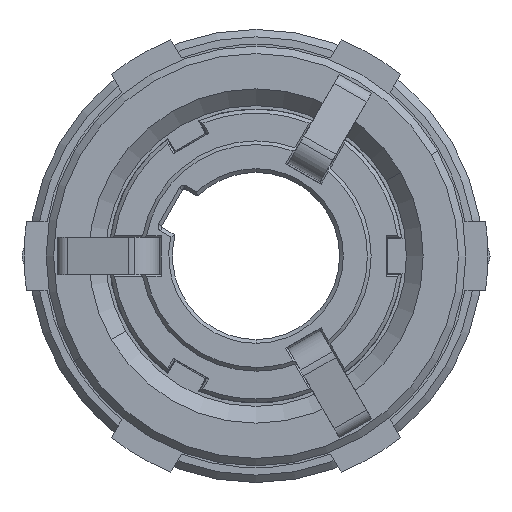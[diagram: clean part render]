
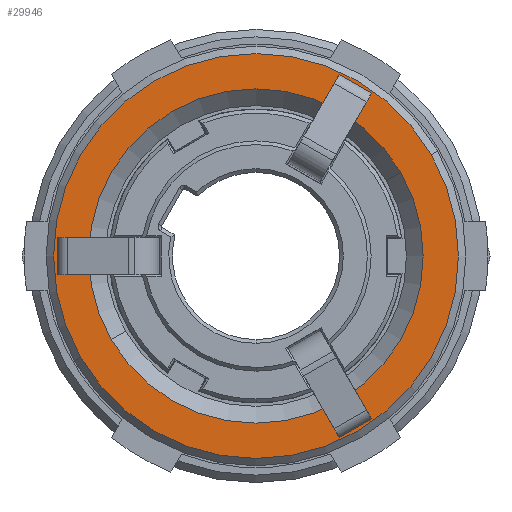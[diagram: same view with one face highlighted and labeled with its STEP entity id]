
A CAD part, left-side view. The second image highlights one B-rep face of the part: STEP entity #29946.
In plain terms, the highlighted planar face has unit normal (-1, 0, 0).
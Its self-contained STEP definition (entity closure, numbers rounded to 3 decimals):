
#540 = CARTESIAN_POINT ( 'NONE',  ( 10., -47.198, 27.25 ) ) ;
#541 = DIRECTION ( 'NONE',  ( 0., -0.866, 0.5 ) ) ;
#542 = DIRECTION ( 'NONE',  ( -1., 0., 0. ) ) ;
#543 = CARTESIAN_POINT ( 'NONE',  ( 10., 0., 0. ) ) ;
#544 = AXIS2_PLACEMENT_3D ( 'NONE', #543, #542, #541 ) ;
#545 = CIRCLE ( 'NONE', #544, 54.5 ) ;
#566 = CARTESIAN_POINT ( 'NONE',  ( 10., 47.198, -27.25 ) ) ;
#617 = DIRECTION ( 'NONE',  ( 0., -0.866, 0.5 ) ) ;
#618 = DIRECTION ( 'NONE',  ( 1., 0., 0. ) ) ;
#619 = CARTESIAN_POINT ( 'NONE',  ( 10., 0., 0. ) ) ;
#620 = AXIS2_PLACEMENT_3D ( 'NONE', #619, #618, #617 ) ;
#621 = CIRCLE ( 'NONE', #620, 45. ) ;
#622 = CARTESIAN_POINT ( 'NONE',  ( 10., 38.971, -22.5 ) ) ;
#679 = CARTESIAN_POINT ( 'NONE',  ( 10., -38.971, 22.5 ) ) ;
#29656 = VERTEX_POINT ( 'NONE', #57602 ) ;
#29658 = EDGE_CURVE ( 'NONE', #29656, #29659, #57662, .T. ) ;
#29659 = VERTEX_POINT ( 'NONE', #57658 ) ;
#29685 = VERTEX_POINT ( 'NONE', #57686 ) ;
#29687 = EDGE_CURVE ( 'NONE', #29685, #29688, #57685, .T. ) ;
#29688 = VERTEX_POINT ( 'NONE', #57681 ) ;
#29702 = VERTEX_POINT ( 'NONE', #57718 ) ;
#29704 = EDGE_CURVE ( 'NONE', #29702, #29705, #57717, .T. ) ;
#29705 = VERTEX_POINT ( 'NONE', #57713 ) ;
#29714 = VERTEX_POINT ( 'NONE', #57696 ) ;
#29716 = EDGE_CURVE ( 'NONE', #29714, #29717, #57756, .T. ) ;
#29717 = VERTEX_POINT ( 'NONE', #57752 ) ;
#29795 = VERTEX_POINT ( 'NONE', #57842 ) ;
#29797 = EDGE_CURVE ( 'NONE', #29795, #29854, #57841, .T. ) ;
#29854 = VERTEX_POINT ( 'NONE', #57893 ) ;
#29907 = EDGE_CURVE ( 'NONE', #29854, #29928, #57951, .T. ) ;
#29909 = ORIENTED_EDGE ( 'NONE', *, *, #29966, .F. ) ;
#29910 = ORIENTED_EDGE ( 'NONE', *, *, #29716, .F. ) ;
#29911 = ORIENTED_EDGE ( 'NONE', *, *, #30024, .F. ) ;
#29912 = ORIENTED_EDGE ( 'NONE', *, *, #29704, .F. ) ;
#29913 = EDGE_LOOP ( 'NONE', ( #29914, #29915, #29916, #29917 ) ) ;
#29914 = ORIENTED_EDGE ( 'NONE', *, *, #29960, .F. ) ;
#29915 = ORIENTED_EDGE ( 'NONE', *, *, #29687, .F. ) ;
#29916 = ORIENTED_EDGE ( 'NONE', *, *, #29980, .F. ) ;
#29917 = ORIENTED_EDGE ( 'NONE', *, *, #29658, .F. ) ;
#29928 = VERTEX_POINT ( 'NONE', #57989 ) ;
#29933 = EDGE_CURVE ( 'NONE', #29928, #29934, #57988, .T. ) ;
#29934 = VERTEX_POINT ( 'NONE', #57984 ) ;
#29946 = ADVANCED_FACE ( 'NONE', ( #58040, #58039, #58038, #58037, #58036 ), #57977, .T. ) ;
#29947 = EDGE_LOOP ( 'NONE', ( #29948, #29949, #29950, #29951 ) ) ;
#29948 = ORIENTED_EDGE ( 'NONE', *, *, #29907, .F. ) ;
#29949 = ORIENTED_EDGE ( 'NONE', *, *, #29797, .F. ) ;
#29950 = ORIENTED_EDGE ( 'NONE', *, *, #29954, .F. ) ;
#29951 = ORIENTED_EDGE ( 'NONE', *, *, #29933, .F. ) ;
#29954 = EDGE_CURVE ( 'NONE', #29934, #29795, #58033, .T. ) ;
#29960 = EDGE_CURVE ( 'NONE', #29688, #29656, #58026, .T. ) ;
#29966 = EDGE_CURVE ( 'NONE', #29717, #29702, #58016, .T. ) ;
#29968 = EDGE_LOOP ( 'NONE', ( #29969, #29970 ) ) ;
#29969 = ORIENTED_EDGE ( 'NONE', *, *, #32468, .T. ) ;
#29970 = ORIENTED_EDGE ( 'NONE', *, *, #29971, .T. ) ;
#29971 = EDGE_CURVE ( 'NONE', #32466, #32469, #58064, .T. ) ;
#29972 = EDGE_LOOP ( 'NONE', ( #29973, #29975 ) ) ;
#29973 = ORIENTED_EDGE ( 'NONE', *, *, #29974, .T. ) ;
#29974 = EDGE_CURVE ( 'NONE', #32434, #32414, #58060, .T. ) ;
#29975 = ORIENTED_EDGE ( 'NONE', *, *, #32413, .T. ) ;
#29976 = EDGE_LOOP ( 'NONE', ( #29909, #29910, #29911, #29912 ) ) ;
#29980 = EDGE_CURVE ( 'NONE', #29659, #29685, #58055, .T. ) ;
#30024 = EDGE_CURVE ( 'NONE', #29705, #29714, #58166, .T. ) ;
#32413 = EDGE_CURVE ( 'NONE', #32414, #32434, #545, .T. ) ;
#32414 = VERTEX_POINT ( 'NONE', #540 ) ;
#32434 = VERTEX_POINT ( 'NONE', #566 ) ;
#32466 = VERTEX_POINT ( 'NONE', #622 ) ;
#32468 = EDGE_CURVE ( 'NONE', #32469, #32466, #621, .T. ) ;
#32469 = VERTEX_POINT ( 'NONE', #679 ) ;
#57602 = CARTESIAN_POINT ( 'NONE',  ( 10., 49.324, 5. ) ) ;
#57658 = CARTESIAN_POINT ( 'NONE',  ( 10., 50.722, 5. ) ) ;
#57659 = DIRECTION ( 'NONE',  ( 0., 1., 0. ) ) ;
#57660 = VECTOR ( 'NONE', #57659, 1000. ) ;
#57661 = CARTESIAN_POINT ( 'NONE',  ( 10., 50.722, 5. ) ) ;
#57662 = LINE ( 'NONE', #57661, #57660 ) ;
#57681 = CARTESIAN_POINT ( 'NONE',  ( 10., 49.324, -5. ) ) ;
#57682 = DIRECTION ( 'NONE',  ( 0., -1., 0. ) ) ;
#57683 = VECTOR ( 'NONE', #57682, 1000. ) ;
#57684 = CARTESIAN_POINT ( 'NONE',  ( 10., 50.722, -5. ) ) ;
#57685 = LINE ( 'NONE', #57684, #57683 ) ;
#57686 = CARTESIAN_POINT ( 'NONE',  ( 10., 50.722, -5. ) ) ;
#57696 = CARTESIAN_POINT ( 'NONE',  ( 10., -29.773, -41.569 ) ) ;
#57713 = CARTESIAN_POINT ( 'NONE',  ( 10., -21.113, -46.569 ) ) ;
#57714 = DIRECTION ( 'NONE',  ( 0., -0.5, -0.866 ) ) ;
#57715 = VECTOR ( 'NONE', #57714, 1000. ) ;
#57716 = CARTESIAN_POINT ( 'NONE',  ( 10., -20.22, -45.023 ) ) ;
#57717 = LINE ( 'NONE', #57716, #57715 ) ;
#57718 = CARTESIAN_POINT ( 'NONE',  ( 10., -20.22, -45.023 ) ) ;
#57752 = CARTESIAN_POINT ( 'NONE',  ( 10., -28.881, -40.023 ) ) ;
#57753 = DIRECTION ( 'NONE',  ( 0., 0.5, 0.866 ) ) ;
#57754 = VECTOR ( 'NONE', #57753, 1000. ) ;
#57755 = CARTESIAN_POINT ( 'NONE',  ( 10., -28.881, -40.023 ) ) ;
#57756 = LINE ( 'NONE', #57755, #57754 ) ;
#57838 = DIRECTION ( 'NONE',  ( 0., 0.5, -0.866 ) ) ;
#57839 = VECTOR ( 'NONE', #57838, 1000. ) ;
#57840 = CARTESIAN_POINT ( 'NONE',  ( 10., -20.22, 45.023 ) ) ;
#57841 = LINE ( 'NONE', #57840, #57839 ) ;
#57842 = CARTESIAN_POINT ( 'NONE',  ( 10., -21.113, 46.569 ) ) ;
#57893 = CARTESIAN_POINT ( 'NONE',  ( 10., -20.22, 45.023 ) ) ;
#57948 = DIRECTION ( 'NONE',  ( 0., -0.866, -0.5 ) ) ;
#57949 = VECTOR ( 'NONE', #57948, 1000. ) ;
#57950 = CARTESIAN_POINT ( 'NONE',  ( 10., -20.22, 45.023 ) ) ;
#57951 = LINE ( 'NONE', #57950, #57949 ) ;
#57977 = PLANE ( 'NONE',  #58035 ) ;
#57984 = CARTESIAN_POINT ( 'NONE',  ( 10., -29.773, 41.569 ) ) ;
#57985 = DIRECTION ( 'NONE',  ( 0., -0.5, 0.866 ) ) ;
#57986 = VECTOR ( 'NONE', #57985, 1000. ) ;
#57987 = CARTESIAN_POINT ( 'NONE',  ( 10., -28.881, 40.023 ) ) ;
#57988 = LINE ( 'NONE', #57987, #57986 ) ;
#57989 = CARTESIAN_POINT ( 'NONE',  ( 10., -28.881, 40.023 ) ) ;
#58008 = DIRECTION ( 'NONE',  ( 0., 0.866, -0.5 ) ) ;
#58009 = VECTOR ( 'NONE', #58008, 1000. ) ;
#58010 = CARTESIAN_POINT ( 'NONE',  ( 10., -20.22, -45.023 ) ) ;
#58016 = LINE ( 'NONE', #58010, #58009 ) ;
#58018 = DIRECTION ( 'NONE',  ( 0., 0., 1. ) ) ;
#58019 = VECTOR ( 'NONE', #58018, 1000. ) ;
#58020 = CARTESIAN_POINT ( 'NONE',  ( 10., 49.324, -5. ) ) ;
#58026 = LINE ( 'NONE', #58020, #58019 ) ;
#58028 = DIRECTION ( 'NONE',  ( 0., 0.866, 0.5 ) ) ;
#58029 = VECTOR ( 'NONE', #58028, 1000. ) ;
#58030 = CARTESIAN_POINT ( 'NONE',  ( 10., -21.113, 46.569 ) ) ;
#58031 = DIRECTION ( 'NONE',  ( 0., -0.866, 0.5 ) ) ;
#58032 = DIRECTION ( 'NONE',  ( -1., 0., 0. ) ) ;
#58033 = LINE ( 'NONE', #58030, #58029 ) ;
#58034 = CARTESIAN_POINT ( 'NONE',  ( 10., 0., 0. ) ) ;
#58035 = AXIS2_PLACEMENT_3D ( 'NONE', #58034, #58032, #58031 ) ;
#58036 = FACE_BOUND ( 'NONE', #29913, .T. ) ;
#58037 = FACE_BOUND ( 'NONE', #29976, .T. ) ;
#58038 = FACE_OUTER_BOUND ( 'NONE', #29972, .T. ) ;
#58039 = FACE_BOUND ( 'NONE', #29968, .T. ) ;
#58040 = FACE_BOUND ( 'NONE', #29947, .T. ) ;
#58052 = DIRECTION ( 'NONE',  ( 0., 0., -1. ) ) ;
#58053 = VECTOR ( 'NONE', #58052, 1000. ) ;
#58054 = CARTESIAN_POINT ( 'NONE',  ( 10., 50.722, -5. ) ) ;
#58055 = LINE ( 'NONE', #58054, #58053 ) ;
#58056 = DIRECTION ( 'NONE',  ( 0., -0.866, 0.5 ) ) ;
#58057 = DIRECTION ( 'NONE',  ( -1., 0., 0. ) ) ;
#58058 = CARTESIAN_POINT ( 'NONE',  ( 10., 0., 0. ) ) ;
#58059 = AXIS2_PLACEMENT_3D ( 'NONE', #58058, #58057, #58056 ) ;
#58060 = CIRCLE ( 'NONE', #58059, 54.5 ) ;
#58061 = DIRECTION ( 'NONE',  ( 0., -0.866, 0.5 ) ) ;
#58062 = DIRECTION ( 'NONE',  ( 1., 0., 0. ) ) ;
#58063 = AXIS2_PLACEMENT_3D ( 'NONE', #58070, #58062, #58061 ) ;
#58064 = CIRCLE ( 'NONE', #58063, 45. ) ;
#58070 = CARTESIAN_POINT ( 'NONE',  ( 10., 0., 0. ) ) ;
#58163 = DIRECTION ( 'NONE',  ( 0., -0.866, 0.5 ) ) ;
#58164 = VECTOR ( 'NONE', #58163, 1000. ) ;
#58165 = CARTESIAN_POINT ( 'NONE',  ( 10., -21.113, -46.569 ) ) ;
#58166 = LINE ( 'NONE', #58165, #58164 ) ;
